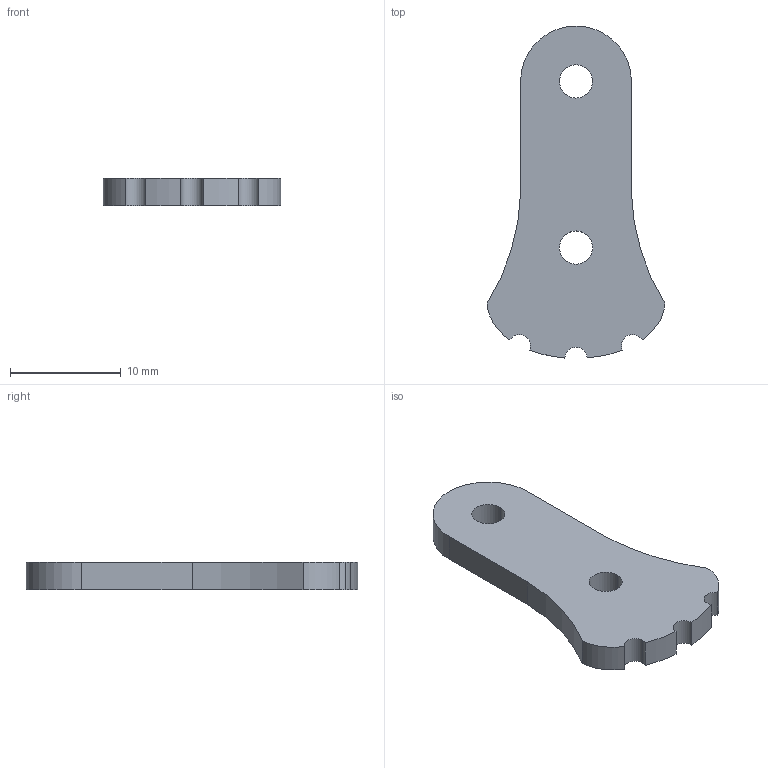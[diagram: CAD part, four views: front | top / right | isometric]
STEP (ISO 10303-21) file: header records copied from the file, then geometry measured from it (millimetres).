
FILE_DESCRIPTION (( 'STEP AP203' ), '1' );
FILE_NAME ('LF1.22.STEP', '2024-05-20T16:42:55', ( '' ), ( '' ), 'SwSTEP 2.0', 'SolidWorks 2020', '' );
FILE_SCHEMA (( 'CONFIG_CONTROL_DESIGN' ));
Length unit declared in the file: millimetre
Products named in the file (1): LF1.22
Bounding box: 16 x 29.96 x 2.5 mm (x, y, z)
Volume: 759.2 mm3; surface area: 856 mm2
Topology: 1 solids, 1 shells, 20 faces, 54 edges, 36 vertices
Faces by surface type: cylinder 12, bspline 4, plane 4
Entity records: 739 total; most frequent: CARTESIAN_POINT 163, ORIENTED_EDGE 108, DIRECTION 104, EDGE_CURVE 54, AXIS2_PLACEMENT_3D 41, VERTEX_POINT 36, CIRCLE 24, EDGE_LOOP 24
